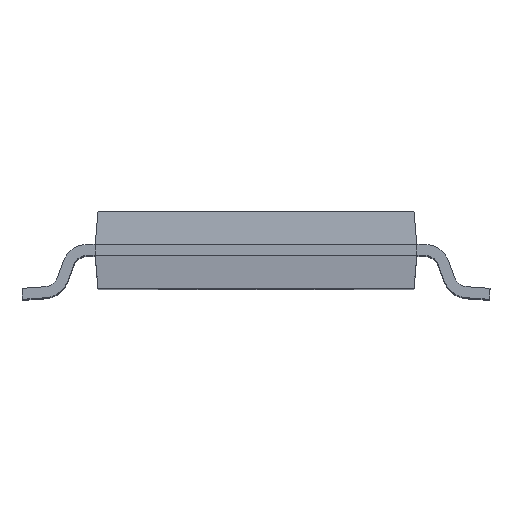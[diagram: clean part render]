
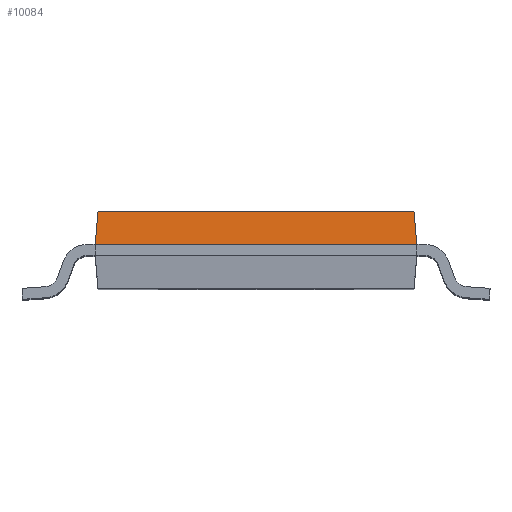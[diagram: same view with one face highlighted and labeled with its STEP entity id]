
A CAD part, top view. The second image highlights one B-rep face of the part: STEP entity #10084.
In plain terms, the highlighted planar face has unit normal (0, 0.087, 0.996).
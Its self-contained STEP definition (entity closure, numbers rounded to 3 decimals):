
#119 = DIRECTION ( 'NONE',  ( 0., -0.996, 0.087 ) ) ;
#177 = CARTESIAN_POINT ( 'NONE',  ( -2.2, 0.075, 4.85 ) ) ;
#306 = CARTESIAN_POINT ( 'NONE',  ( -2.2, 0.075, 4.85 ) ) ;
#446 = AXIS2_PLACEMENT_3D ( 'NONE', #177, #17067, #119 ) ;
#913 = VECTOR ( 'NONE', #4379, 1000. ) ;
#975 = EDGE_LOOP ( 'NONE', ( #11452, #8194, #12207, #11086 ) ) ;
#990 = CARTESIAN_POINT ( 'NONE',  ( -2.2, 0.075, 4.85 ) ) ;
#1274 = FACE_OUTER_BOUND ( 'NONE', #975, .T. ) ;
#2298 = LINE ( 'NONE', #16640, #2739 ) ;
#2380 = DIRECTION ( 'NONE',  ( 1., 0., 0. ) ) ;
#2739 = VECTOR ( 'NONE', #2380, 1000. ) ;
#3192 = VECTOR ( 'NONE', #15586, 1000. ) ;
#4064 = VERTEX_POINT ( 'NONE', #17446 ) ;
#4379 = DIRECTION ( 'NONE',  ( 0.087, -0.992, 0.087 ) ) ;
#6946 = CARTESIAN_POINT ( 'NONE',  ( 2.2, 0.075, 4.85 ) ) ;
#8194 = ORIENTED_EDGE ( 'NONE', *, *, #13533, .F. ) ;
#10084 = ADVANCED_FACE ( 'NONE', ( #1274 ), #11507, .T. ) ;
#10106 = VERTEX_POINT ( 'NONE', #306 ) ;
#10377 = CARTESIAN_POINT ( 'NONE',  ( -2.161, 0.525, 4.811 ) ) ;
#11086 = ORIENTED_EDGE ( 'NONE', *, *, #13477, .T. ) ;
#11343 = CARTESIAN_POINT ( 'NONE',  ( -2.2, 0.525, 4.811 ) ) ;
#11452 = ORIENTED_EDGE ( 'NONE', *, *, #11593, .T. ) ;
#11507 = PLANE ( 'NONE',  #446 ) ;
#11593 = EDGE_CURVE ( 'NONE', #10106, #16553, #2298, .T. ) ;
#11795 = LINE ( 'NONE', #990, #16235 ) ;
#12155 = EDGE_CURVE ( 'NONE', #16044, #4064, #13862, .T. ) ;
#12207 = ORIENTED_EDGE ( 'NONE', *, *, #12155, .F. ) ;
#12465 = DIRECTION ( 'NONE',  ( -0.087, -0.992, 0.087 ) ) ;
#12698 = CARTESIAN_POINT ( 'NONE',  ( 2.2, 0.075, 4.85 ) ) ;
#13477 = EDGE_CURVE ( 'NONE', #16044, #10106, #11795, .T. ) ;
#13533 = EDGE_CURVE ( 'NONE', #4064, #16553, #15099, .T. ) ;
#13862 = LINE ( 'NONE', #11343, #3192 ) ;
#15099 = LINE ( 'NONE', #12698, #913 ) ;
#15586 = DIRECTION ( 'NONE',  ( 1., 0., 0. ) ) ;
#16044 = VERTEX_POINT ( 'NONE', #10377 ) ;
#16235 = VECTOR ( 'NONE', #12465, 1000. ) ;
#16553 = VERTEX_POINT ( 'NONE', #6946 ) ;
#16640 = CARTESIAN_POINT ( 'NONE',  ( -2.2, 0.075, 4.85 ) ) ;
#17067 = DIRECTION ( 'NONE',  ( 0., 0.087, 0.996 ) ) ;
#17446 = CARTESIAN_POINT ( 'NONE',  ( 2.161, 0.525, 4.811 ) ) ;
